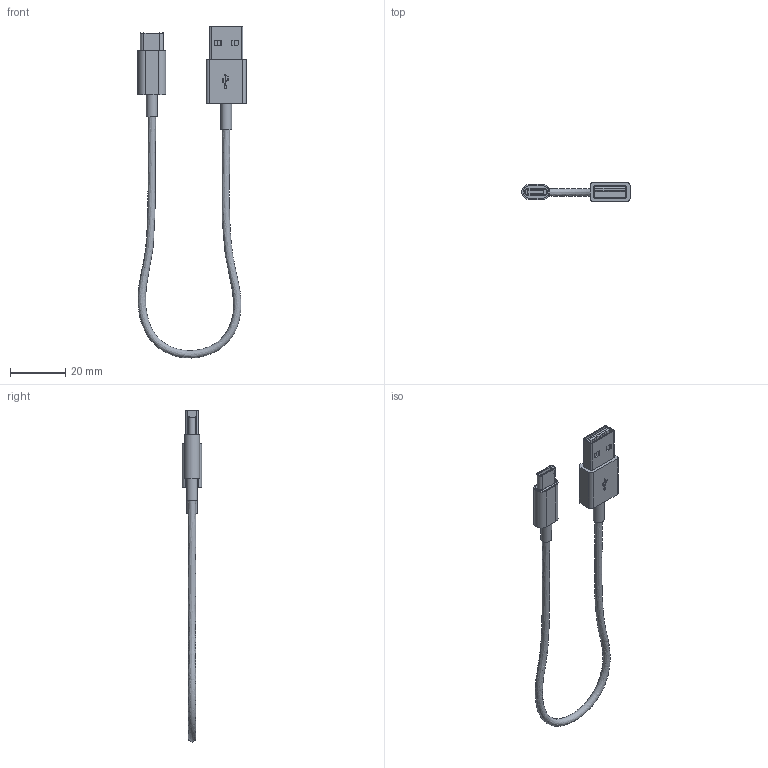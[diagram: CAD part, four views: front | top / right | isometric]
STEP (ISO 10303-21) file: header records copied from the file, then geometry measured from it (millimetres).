
FILE_DESCRIPTION(/* description */ (''),/* implementation_level */ '2;1');
FILE_NAME(/* name */ 'Complete Type C cable.stp',/* time_stamp */ '2016-06-29T16:26:07+02:00',/* author */ ('Flavio'),/* organization */ (''),/* preprocessor_version */ 'ST-DEVELOPER v16.1',/* originating_system */ 'Autodesk Inventor 2016',/* authorisation */ '');
FILE_SCHEMA (('AUTOMOTIVE_DESIGN { 1 0 10303 214 3 1 1 }'));
Length unit declared in the file: millimetre
Products named in the file (7): Housing type c; Cable housing; Cable Type C; USB plug single 8 pin; Housing Plug Type C; Inner Part Housing Type C; Complete Type C cable
Assembly tree (6 placements, depth 2):
  Complete Type C cable
    Housing type c
    Cable housing
    Cable Type C
    USB plug single 8 pin
    Housing Plug Type C
    Inner Part Housing Type C
Bounding box: 39.35 x 7 x 120.69 mm (x, y, z)
Volume: 4131 mm3; surface area: 4870.1 mm2
Topology: 10 solids, 10 shells, 179 faces, 463 edges, 306 vertices
Faces by surface type: plane 98, cylinder 42, bspline 37, torus 2
Full cylindrical faces by diameter (mm): 4 x2
Entity records: 6387 total; most frequent: CARTESIAN_POINT 1882, ORIENTED_EDGE 922, DIRECTION 784, EDGE_CURVE 461, VERTEX_POINT 306, LINE 302, VECTOR 302, AXIS2_PLACEMENT_3D 241
